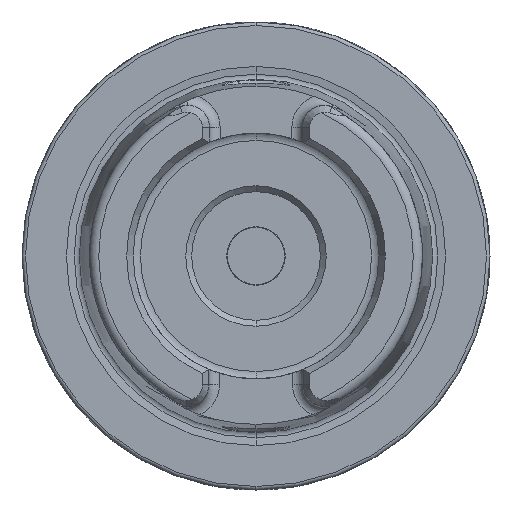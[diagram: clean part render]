
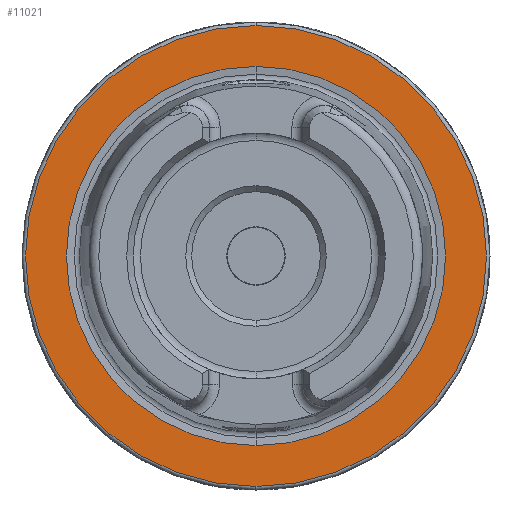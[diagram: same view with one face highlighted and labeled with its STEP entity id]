
A CAD part, left-side view. The second image highlights one B-rep face of the part: STEP entity #11021.
In plain terms, the highlighted planar face has unit normal (-1, 0, 0).
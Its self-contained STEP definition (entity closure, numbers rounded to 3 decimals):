
#449 = CIRCLE ( 'NONE', #3922, 16.207 ) ;
#1097 = EDGE_CURVE ( 'NONE', #10071, #10034, #449, .T. ) ;
#1802 = VERTEX_POINT ( 'NONE', #7300 ) ;
#2939 = CIRCLE ( 'NONE', #4518, 19.7 ) ;
#3361 = CARTESIAN_POINT ( 'NONE',  ( 0., 0., -19.7 ) ) ;
#3408 = DIRECTION ( 'NONE',  ( -1., 0., 0. ) ) ;
#3492 = CARTESIAN_POINT ( 'NONE',  ( 0., 0., 0. ) ) ;
#3708 = CARTESIAN_POINT ( 'NONE',  ( 0., 0., 0. ) ) ;
#3922 = AXIS2_PLACEMENT_3D ( 'NONE', #7858, #10158, #4685 ) ;
#4011 = DIRECTION ( 'NONE',  ( -1., 0., 0. ) ) ;
#4518 = AXIS2_PLACEMENT_3D ( 'NONE', #11560, #4011, #12806 ) ;
#4685 = DIRECTION ( 'NONE',  ( 0., 0., 1. ) ) ;
#5128 = AXIS2_PLACEMENT_3D ( 'NONE', #3708, #12542, #6975 ) ;
#5419 = ORIENTED_EDGE ( 'NONE', *, *, #9675, .F. ) ;
#5991 = DIRECTION ( 'NONE',  ( 0., 0., -1. ) ) ;
#6043 = CARTESIAN_POINT ( 'NONE',  ( 0., 19.7, 0. ) ) ;
#6329 = VERTEX_POINT ( 'NONE', #3361 ) ;
#6975 = DIRECTION ( 'NONE',  ( 0., 0., 1. ) ) ;
#7153 = EDGE_LOOP ( 'NONE', ( #8929, #7935 ) ) ;
#7300 = CARTESIAN_POINT ( 'NONE',  ( 0., 0., 19.7 ) ) ;
#7681 = CIRCLE ( 'NONE', #12283, 19.7 ) ;
#7858 = CARTESIAN_POINT ( 'NONE',  ( 0., 0., 0. ) ) ;
#7935 = ORIENTED_EDGE ( 'NONE', *, *, #10347, .T. ) ;
#8929 = ORIENTED_EDGE ( 'NONE', *, *, #11762, .T. ) ;
#9675 = EDGE_CURVE ( 'NONE', #10034, #10071, #13291, .T. ) ;
#9933 = FACE_OUTER_BOUND ( 'NONE', #7153, .T. ) ;
#10034 = VERTEX_POINT ( 'NONE', #11050 ) ;
#10039 = ORIENTED_EDGE ( 'NONE', *, *, #1097, .F. ) ;
#10071 = VERTEX_POINT ( 'NONE', #13311 ) ;
#10158 = DIRECTION ( 'NONE',  ( -1., 0., 0. ) ) ;
#10347 = EDGE_CURVE ( 'NONE', #6329, #1802, #2939, .T. ) ;
#11021 = ADVANCED_FACE ( 'NONE', ( #12205, #9933 ), #12550, .F. ) ;
#11050 = CARTESIAN_POINT ( 'NONE',  ( 0., 0., -16.207 ) ) ;
#11186 = DIRECTION ( 'NONE',  ( 0., 0., 1. ) ) ;
#11500 = DIRECTION ( 'NONE',  ( 1., 0., 0. ) ) ;
#11560 = CARTESIAN_POINT ( 'NONE',  ( 0., 0., 0. ) ) ;
#11678 = EDGE_LOOP ( 'NONE', ( #10039, #5419 ) ) ;
#11762 = EDGE_CURVE ( 'NONE', #1802, #6329, #7681, .T. ) ;
#12205 = FACE_BOUND ( 'NONE', #11678, .T. ) ;
#12267 = AXIS2_PLACEMENT_3D ( 'NONE', #6043, #11500, #5991 ) ;
#12283 = AXIS2_PLACEMENT_3D ( 'NONE', #3492, #3408, #11186 ) ;
#12542 = DIRECTION ( 'NONE',  ( -1., 0., 0. ) ) ;
#12550 = PLANE ( 'NONE',  #12267 ) ;
#12806 = DIRECTION ( 'NONE',  ( 0., 0., 1. ) ) ;
#13291 = CIRCLE ( 'NONE', #5128, 16.207 ) ;
#13311 = CARTESIAN_POINT ( 'NONE',  ( 0., 0., 16.207 ) ) ;
